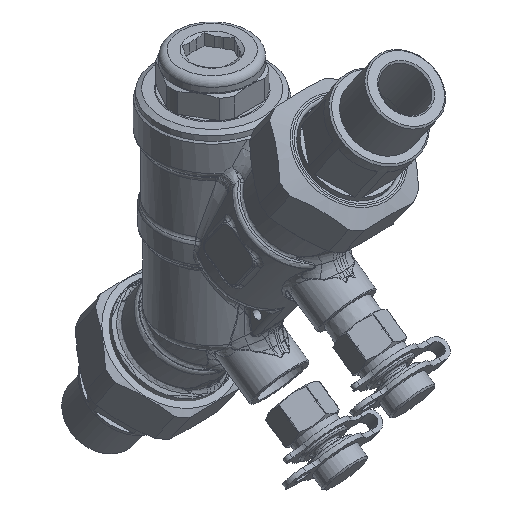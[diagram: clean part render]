
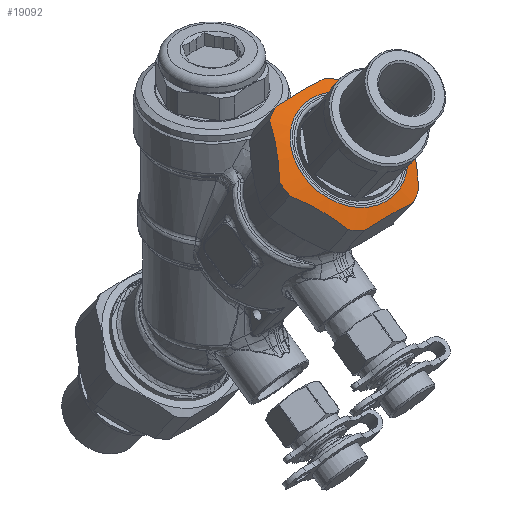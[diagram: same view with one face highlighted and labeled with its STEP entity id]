
A CAD part, isometric view. The second image highlights one B-rep face of the part: STEP entity #19092.
In plain terms, the highlighted conical face has half-angle 60 degrees and reference radius 17.78 mm.
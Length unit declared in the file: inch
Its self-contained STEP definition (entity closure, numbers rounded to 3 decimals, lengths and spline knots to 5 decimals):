
#930=(
BOUNDED_CURVE()
B_SPLINE_CURVE(2,(#140199,#140200,#140201),.UNSPECIFIED.,.F.,.F.)
B_SPLINE_CURVE_WITH_KNOTS((3,3),(0.,1.67512),.UNSPECIFIED.)
CURVE()
GEOMETRIC_REPRESENTATION_ITEM()
RATIONAL_B_SPLINE_CURVE((1.,1.096,1.))
REPRESENTATION_ITEM('')
);
#931=(
BOUNDED_CURVE()
B_SPLINE_CURVE(2,(#140205,#140206,#140207),.UNSPECIFIED.,.F.,.F.)
B_SPLINE_CURVE_WITH_KNOTS((3,3),(0.,1.67512),.UNSPECIFIED.)
CURVE()
GEOMETRIC_REPRESENTATION_ITEM()
RATIONAL_B_SPLINE_CURVE((1.,1.096,1.))
REPRESENTATION_ITEM('')
);
#932=(
BOUNDED_CURVE()
B_SPLINE_CURVE(2,(#140211,#140212,#140213),.UNSPECIFIED.,.F.,.F.)
B_SPLINE_CURVE_WITH_KNOTS((3,3),(0.,1.67512),.UNSPECIFIED.)
CURVE()
GEOMETRIC_REPRESENTATION_ITEM()
RATIONAL_B_SPLINE_CURVE((1.,1.096,1.))
REPRESENTATION_ITEM('')
);
#933=(
BOUNDED_CURVE()
B_SPLINE_CURVE(2,(#140217,#140218,#140219),.UNSPECIFIED.,.F.,.F.)
B_SPLINE_CURVE_WITH_KNOTS((3,3),(0.,1.67512),.UNSPECIFIED.)
CURVE()
GEOMETRIC_REPRESENTATION_ITEM()
RATIONAL_B_SPLINE_CURVE((1.,1.096,1.))
REPRESENTATION_ITEM('')
);
#934=(
BOUNDED_CURVE()
B_SPLINE_CURVE(2,(#140223,#140224,#140225),.UNSPECIFIED.,.F.,.F.)
B_SPLINE_CURVE_WITH_KNOTS((3,3),(0.,1.67512),.UNSPECIFIED.)
CURVE()
GEOMETRIC_REPRESENTATION_ITEM()
RATIONAL_B_SPLINE_CURVE((1.,1.096,1.))
REPRESENTATION_ITEM('')
);
#935=(
BOUNDED_CURVE()
B_SPLINE_CURVE(2,(#140229,#140230,#140231),.UNSPECIFIED.,.F.,.F.)
B_SPLINE_CURVE_WITH_KNOTS((3,3),(0.,1.67512),.UNSPECIFIED.)
CURVE()
GEOMETRIC_REPRESENTATION_ITEM()
RATIONAL_B_SPLINE_CURVE((1.,1.096,1.))
REPRESENTATION_ITEM('')
);
#2318=CONICAL_SURFACE('',#20516,0.7,1.047);
#3690=FACE_OUTER_BOUND('',#4910,.T.);
#4910=EDGE_LOOP('',(#16513,#16514,#16515,#16516,#16517,#16518,#16519,#16520,
#16521,#16522,#16523,#16524,#16525,#16526,#16527,#16528));
#5754=CIRCLE('',#20513,0.60928);
#5756=CIRCLE('',#20517,0.8);
#5757=CIRCLE('',#20518,0.8);
#5758=CIRCLE('',#20519,0.8);
#5759=CIRCLE('',#20520,0.8);
#5760=CIRCLE('',#20521,0.8);
#5761=CIRCLE('',#20522,0.8);
#5762=CIRCLE('',#20523,0.8);
#6202=LINE('',#140195,#6643);
#6643=VECTOR('',#23739,0.7);
#8284=VERTEX_POINT('',#140187);
#8286=VERTEX_POINT('',#140194);
#8287=VERTEX_POINT('',#140196);
#8288=VERTEX_POINT('',#140198);
#8289=VERTEX_POINT('',#140202);
#8290=VERTEX_POINT('',#140204);
#8291=VERTEX_POINT('',#140208);
#8292=VERTEX_POINT('',#140210);
#8293=VERTEX_POINT('',#140214);
#8294=VERTEX_POINT('',#140216);
#8295=VERTEX_POINT('',#140220);
#8296=VERTEX_POINT('',#140222);
#8297=VERTEX_POINT('',#140226);
#8298=VERTEX_POINT('',#140228);
#11032=EDGE_CURVE('',#8284,#8284,#5754,.T.);
#11034=EDGE_CURVE('',#8284,#8286,#6202,.T.);
#11035=EDGE_CURVE('',#8287,#8286,#5756,.T.);
#11036=EDGE_CURVE('',#8288,#8287,#930,.T.);
#11037=EDGE_CURVE('',#8289,#8288,#5757,.T.);
#11038=EDGE_CURVE('',#8290,#8289,#931,.T.);
#11039=EDGE_CURVE('',#8291,#8290,#5758,.T.);
#11040=EDGE_CURVE('',#8292,#8291,#932,.T.);
#11041=EDGE_CURVE('',#8293,#8292,#5759,.T.);
#11042=EDGE_CURVE('',#8294,#8293,#933,.T.);
#11043=EDGE_CURVE('',#8295,#8294,#5760,.T.);
#11044=EDGE_CURVE('',#8296,#8295,#934,.T.);
#11045=EDGE_CURVE('',#8297,#8296,#5761,.T.);
#11046=EDGE_CURVE('',#8298,#8297,#935,.T.);
#11047=EDGE_CURVE('',#8286,#8298,#5762,.T.);
#16513=ORIENTED_EDGE('',*,*,#11032,.F.);
#16514=ORIENTED_EDGE('',*,*,#11034,.T.);
#16515=ORIENTED_EDGE('',*,*,#11035,.F.);
#16516=ORIENTED_EDGE('',*,*,#11036,.F.);
#16517=ORIENTED_EDGE('',*,*,#11037,.F.);
#16518=ORIENTED_EDGE('',*,*,#11038,.F.);
#16519=ORIENTED_EDGE('',*,*,#11039,.F.);
#16520=ORIENTED_EDGE('',*,*,#11040,.F.);
#16521=ORIENTED_EDGE('',*,*,#11041,.F.);
#16522=ORIENTED_EDGE('',*,*,#11042,.F.);
#16523=ORIENTED_EDGE('',*,*,#11043,.F.);
#16524=ORIENTED_EDGE('',*,*,#11044,.F.);
#16525=ORIENTED_EDGE('',*,*,#11045,.F.);
#16526=ORIENTED_EDGE('',*,*,#11046,.F.);
#16527=ORIENTED_EDGE('',*,*,#11047,.F.);
#16528=ORIENTED_EDGE('',*,*,#11034,.F.);
#19092=ADVANCED_FACE('',(#3690),#2318,.T.);
#20513=AXIS2_PLACEMENT_3D('',#140189,#23731,#23732);
#20516=AXIS2_PLACEMENT_3D('',#140193,#23737,#23738);
#20517=AXIS2_PLACEMENT_3D('',#140197,#23740,#23741);
#20518=AXIS2_PLACEMENT_3D('',#140203,#23742,#23743);
#20519=AXIS2_PLACEMENT_3D('',#140209,#23744,#23745);
#20520=AXIS2_PLACEMENT_3D('',#140215,#23746,#23747);
#20521=AXIS2_PLACEMENT_3D('',#140221,#23748,#23749);
#20522=AXIS2_PLACEMENT_3D('',#140227,#23750,#23751);
#20523=AXIS2_PLACEMENT_3D('',#140232,#23752,#23753);
#23731=DIRECTION('center_axis',(0.,-0.574,
0.819));
#23732=DIRECTION('ref_axis',(-1.,0.,0.));
#23737=DIRECTION('center_axis',(0.,0.574,
-0.819));
#23738=DIRECTION('ref_axis',(1.,0.,0.));
#23739=DIRECTION('',(-0.866,0.287,-0.41));
#23740=DIRECTION('center_axis',(0.,0.574,
-0.819));
#23741=DIRECTION('ref_axis',(-1.,0.,0.));
#23742=DIRECTION('center_axis',(0.,0.574,
-0.819));
#23743=DIRECTION('ref_axis',(-1.,0.,0.));
#23744=DIRECTION('center_axis',(0.,0.574,
-0.819));
#23745=DIRECTION('ref_axis',(-1.,0.,0.));
#23746=DIRECTION('center_axis',(0.,0.574,
-0.819));
#23747=DIRECTION('ref_axis',(-1.,0.,0.));
#23748=DIRECTION('center_axis',(0.,0.574,
-0.819));
#23749=DIRECTION('ref_axis',(-1.,0.,0.));
#23750=DIRECTION('center_axis',(0.,0.574,
-0.819));
#23751=DIRECTION('ref_axis',(-1.,0.,0.));
#23752=DIRECTION('center_axis',(0.,0.574,
-0.819));
#23753=DIRECTION('ref_axis',(-1.,0.,0.));
#140187=CARTESIAN_POINT('',(-0.60928,-1.83326,0.2184));
#140189=CARTESIAN_POINT('Origin',(0.,-1.83326,
0.2184));
#140193=CARTESIAN_POINT('Origin',(0.,-1.80322,
0.1755));
#140194=CARTESIAN_POINT('',(-0.8,-1.77011,0.12821));
#140195=CARTESIAN_POINT('',(-0.7,-1.80322,0.1755));
#140196=CARTESIAN_POINT('',(-0.79583,-1.83694,0.08141));
#140197=CARTESIAN_POINT('Origin',(0.,-1.77011,
0.12821));
#140198=CARTESIAN_POINT('',(-0.46857,-2.30126,-0.24371));
#140199=CARTESIAN_POINT('Ctrl Pts',(-0.46857,-2.30126,
-0.24371));
#140200=CARTESIAN_POINT('Ctrl Pts',(-0.6322,-2.11343,
-0.01784));
#140201=CARTESIAN_POINT('Ctrl Pts',(-0.79583,-1.83694,
0.08141));
#140202=CARTESIAN_POINT('',(-0.32726,-2.36809,-0.29051));
#140203=CARTESIAN_POINT('Origin',(0.,-1.77011,
0.12821));
#140204=CARTESIAN_POINT('',(0.32726,-2.36809,-0.29051));
#140205=CARTESIAN_POINT('Ctrl Pts',(0.32726,-2.36809,
-0.29051));
#140206=CARTESIAN_POINT('Ctrl Pts',(0.,-2.41242,
-0.22719));
#140207=CARTESIAN_POINT('Ctrl Pts',(-0.32726,-2.36809,
-0.29051));
#140208=CARTESIAN_POINT('',(0.46857,-2.30126,-0.24371));
#140209=CARTESIAN_POINT('Origin',(0.,-1.77011,
0.12821));
#140210=CARTESIAN_POINT('',(0.79583,-1.83694,0.08141));
#140211=CARTESIAN_POINT('Ctrl Pts',(0.79583,-1.83694,
0.08141));
#140212=CARTESIAN_POINT('Ctrl Pts',(0.6322,-2.11343,
-0.01784));
#140213=CARTESIAN_POINT('Ctrl Pts',(0.46857,-2.30126,
-0.24371));
#140214=CARTESIAN_POINT('',(0.79583,-1.70328,0.175));
#140215=CARTESIAN_POINT('Origin',(0.,-1.77011,
0.12821));
#140216=CARTESIAN_POINT('',(0.46857,-1.23896,0.50012));
#140217=CARTESIAN_POINT('Ctrl Pts',(0.46857,-1.23896,
0.50012));
#140218=CARTESIAN_POINT('Ctrl Pts',(0.6322,-1.51545,
0.40088));
#140219=CARTESIAN_POINT('Ctrl Pts',(0.79583,-1.70328,
0.175));
#140220=CARTESIAN_POINT('',(0.32726,-1.17213,0.54692));
#140221=CARTESIAN_POINT('Origin',(0.,-1.77011,
0.12821));
#140222=CARTESIAN_POINT('',(-0.32726,-1.17213,0.54692));
#140223=CARTESIAN_POINT('Ctrl Pts',(-0.32726,-1.17213,
0.54692));
#140224=CARTESIAN_POINT('Ctrl Pts',(0.,-1.21646,
0.61023));
#140225=CARTESIAN_POINT('Ctrl Pts',(0.32726,-1.17213,
0.54692));
#140226=CARTESIAN_POINT('',(-0.46857,-1.23896,0.50012));
#140227=CARTESIAN_POINT('Origin',(0.,-1.77011,
0.12821));
#140228=CARTESIAN_POINT('',(-0.79583,-1.70328,0.175));
#140229=CARTESIAN_POINT('Ctrl Pts',(-0.79583,-1.70328,
0.175));
#140230=CARTESIAN_POINT('Ctrl Pts',(-0.6322,-1.51545,
0.40088));
#140231=CARTESIAN_POINT('Ctrl Pts',(-0.46857,-1.23896,
0.50012));
#140232=CARTESIAN_POINT('Origin',(0.,-1.77011,
0.12821));
